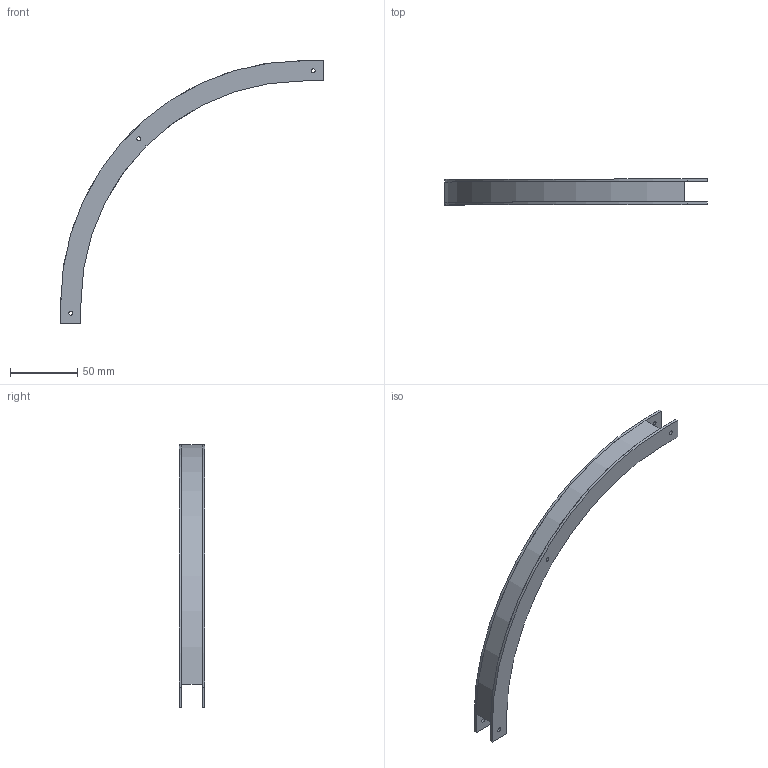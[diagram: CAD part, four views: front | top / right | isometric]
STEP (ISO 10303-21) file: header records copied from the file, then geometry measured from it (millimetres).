
FILE_DESCRIPTION (( 'STEP AP214' ), '1' );
FILE_NAME ('bumper.STEP', '2024-05-26T22:21:07', ( '' ), ( '' ), 'SwSTEP 2.0', 'SolidWorks 2022', '' );
FILE_SCHEMA (( 'AUTOMOTIVE_DESIGN' ));
Length unit declared in the file: millimetre
Products named in the file (3): bumper piece stack 5 piece; bumper; bumper support
Assembly tree (3 placements, depth 2):
  bumper
    bumper support  x2
    bumper piece stack 5 piece
Bounding box: 195 x 19 x 195 mm (x, y, z)
Volume: 77896.7 mm3; surface area: 37198.2 mm2
Topology: 3 solids, 3 shells, 40 faces, 102 edges, 68 vertices
Faces by surface type: cylinder 20, plane 20
Entity records: 862 total; most frequent: DIRECTION 144, CARTESIAN_POINT 130, ORIENTED_EDGE 120, EDGE_CURVE 60, AXIS2_PLACEMENT_3D 54, VERTEX_POINT 40, VECTOR 36, LINE 36
